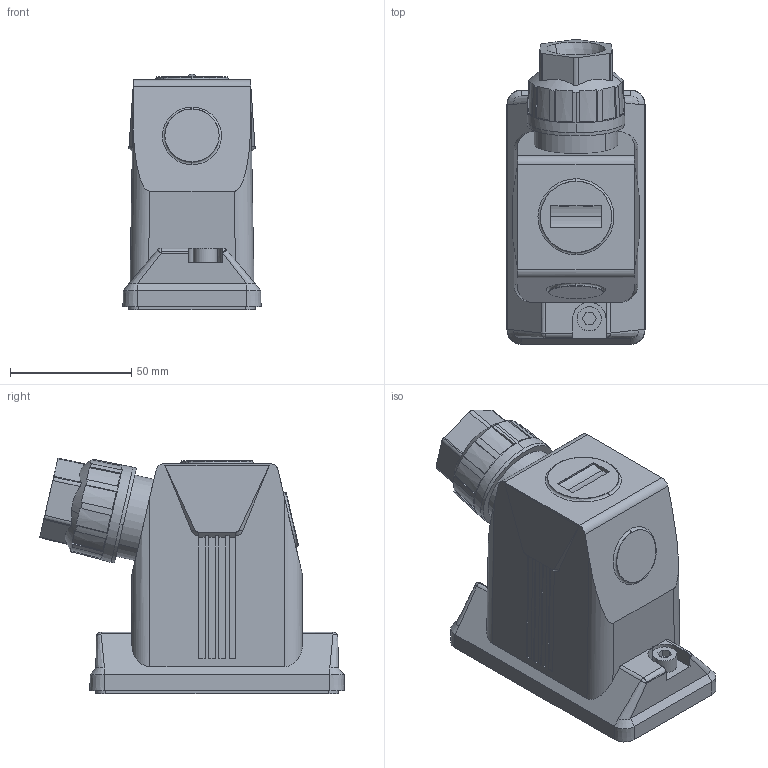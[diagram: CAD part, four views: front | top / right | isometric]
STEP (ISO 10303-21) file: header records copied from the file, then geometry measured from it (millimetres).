
FILE_DESCRIPTION(('CATIA V5 STEP Exchange','CAx-IF Rec.Pracs.--- Model Styling and Organization---1.4--- 2014-01-23'),'2;1');
FILE_NAME ('1201194-4_1', '2020-03-04T09:14:46+00:00', ('none'), ('Weidmueller'), 'CATIA Version 5-6 Release 2016 SP3 HF44', 'CATIA V5 STEP AP214', 'none');
FILE_SCHEMA(('AUTOMOTIVE_DESIGN { 1 0 10303 214 1 1 1 1 }'));
Length unit declared in the file: millimetre
Products named in the file (1): 2716760000
Bounding box: 57 x 125.71 x 97.23 mm (x, y, z)
Volume: 107996.4 mm3; surface area: 67375.3 mm2
Topology: 3 solids, 3 shells, 427 faces, 1183 edges, 776 vertices
Faces by surface type: plane 268, cylinder 106, cone 36, torus 8, sphere 5, bspline 4
Entity records: 14597 total; most frequent: CARTESIAN_POINT 4263, ORIENTED_EDGE 2356, DIRECTION 1723, EDGE_CURVE 1178, VERTEX_POINT 776, VECTOR 737, LINE 737, AXIS2_PLACEMENT_3D 609
